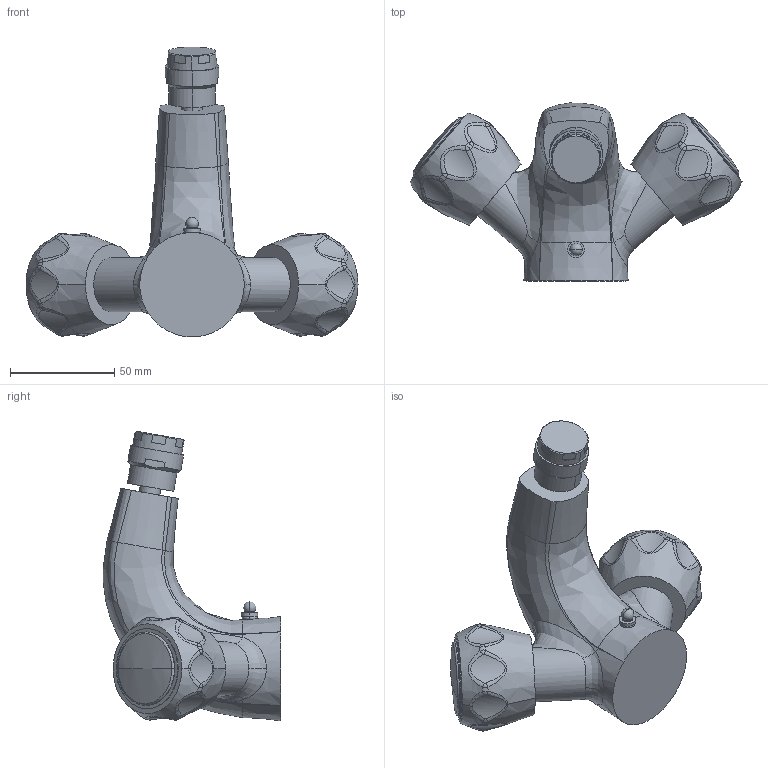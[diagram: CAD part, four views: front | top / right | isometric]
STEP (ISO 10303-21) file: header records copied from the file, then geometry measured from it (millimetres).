
FILE_DESCRIPTION((''),'2;1');
FILE_NAME('DA131CR','2021-11-09T12:59:11',('ut3'),('PAFFONI SpA'),'CREO PARAMETRIC BY PTC INC, 2020044','CREO PARAMETRIC BY PTC INC, 2020044','');
FILE_SCHEMA(('CONFIG_CONTROL_DESIGN','SHAPE_APPEARANCE_LAYERS_GROUPS'));
Length unit declared in the file: millimetre
Products named in the file (1): DA131CR
Bounding box: 159.12 x 85.25 x 138.83 mm (x, y, z)
Volume: 331657.8 mm3; surface area: 39907.9 mm2
Topology: 1 solids, 1 shells, 224 faces, 520 edges, 305 vertices
Faces by surface type: bspline 114, cylinder 34, plane 30, torus 28, cone 12, sphere 6
Entity records: 19485 total; most frequent: CARTESIAN_POINT 13558, ORIENTED_EDGE 1028, DIRECTION 714, EDGE_CURVE 514, AXIS2_PLACEMENT_3D 330, VERTEX_POINT 305, B_SPLINE_CURVE_WITH_KNOTS 240, EDGE_LOOP 237
